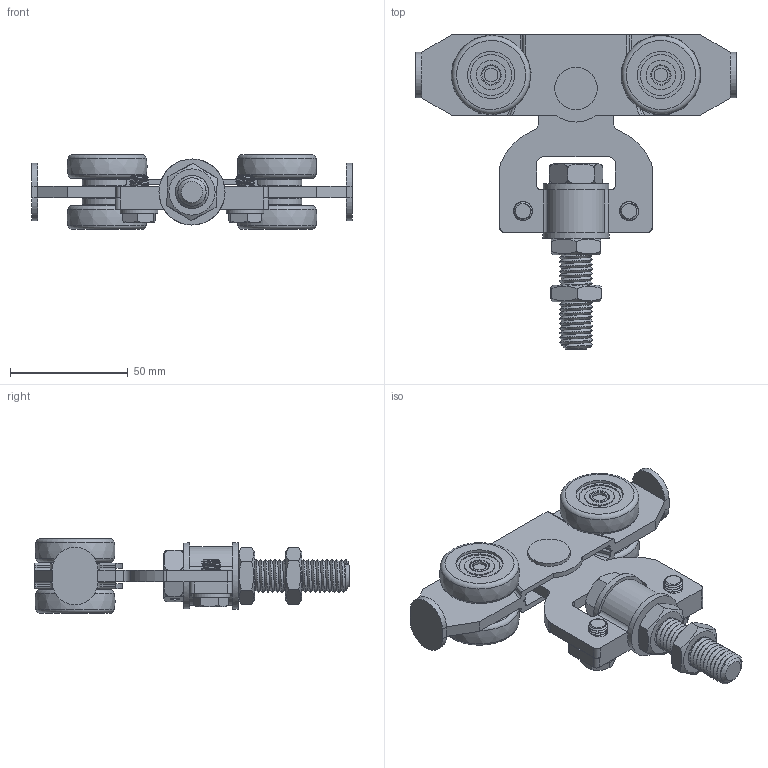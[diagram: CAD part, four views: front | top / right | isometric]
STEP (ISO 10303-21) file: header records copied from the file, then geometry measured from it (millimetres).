
FILE_DESCRIPTION((''),'2;1');
FILE_NAME('9245S.stp','2012-01-04T14:21:46',('Marc'),(''),'Autodesk Inventor 2011','Autodesk Inventor 2011','');
FILE_SCHEMA(('AUTOMOTIVE_DESIGN { 1 0 10303 214 1 1 1 1 }'));
Length unit declared in the file: millimetre
Products named in the file (1): Pièce11
Bounding box: 136 x 133.19 x 31.6 mm (x, y, z)
Volume: 98936.2 mm3; surface area: 56965.1 mm2
Topology: 4 solids, 29 shells, 675 faces, 1679 edges, 1061 vertices
Faces by surface type: plane 293, cylinder 215, torus 74, bspline 44, cone 25, sphere 24
Full cylindrical faces by diameter (mm): 2 x8, 4 x1, 5.8 x4, 7.8 x4, 8 x4, 8.1 x4, 8.4 x2, 9 x2, 12.1 x4, 12.564 x16, 14.2 x2, 15.8 x1, 16 x2, 16.2 x3, 17.436 x16, 18 x1, 20 x4, 21 x4, 22 x12, 22.969 x4, 28 x2
Entity records: 27661 total; most frequent: CARTESIAN_POINT 11787, DIRECTION 3269, ORIENTED_EDGE 2892, EDGE_CURVE 1446, AXIS2_PLACEMENT_3D 1367, VERTEX_POINT 964, EDGE_LOOP 952, CIRCLE 703
